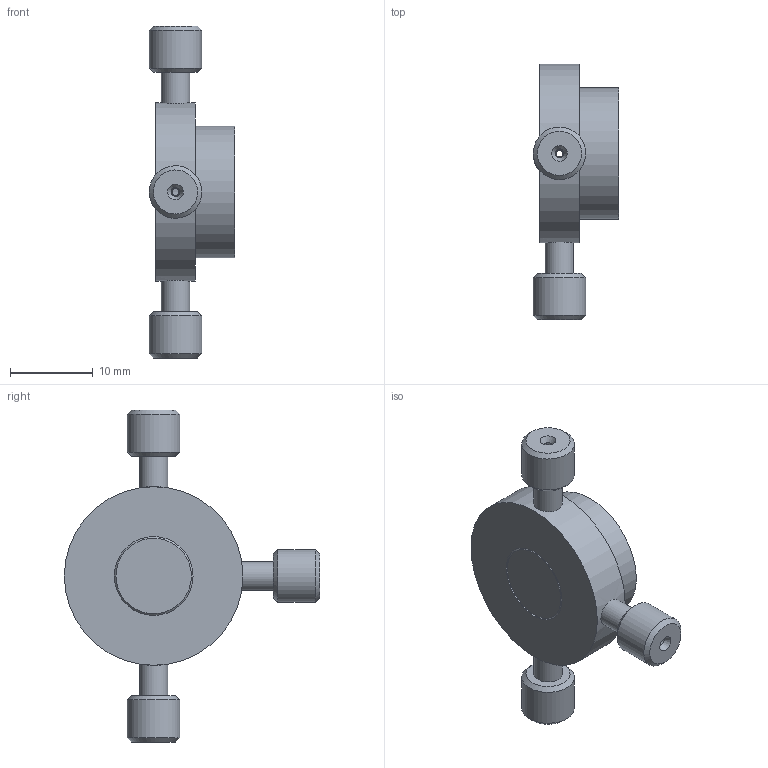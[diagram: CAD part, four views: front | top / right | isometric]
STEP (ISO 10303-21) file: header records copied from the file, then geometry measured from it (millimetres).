
FILE_DESCRIPTION((''),'2;1');
FILE_NAME('305097-C-NTFPK Nanovolume tee connector.stp','2013-08-20T11:55:02',('Franzp'),(''),'Autodesk Inventor 2013','Autodesk Inventor 2013','');
FILE_SCHEMA(('AUTOMOTIVE_DESIGN { 1 0 10303 214 1 1 1 1 }'));
Length unit declared in the file: millimetre
Products named in the file (1): 305097_Shrinkwrap_1
Bounding box: 10.34 x 30.86 x 40.12 mm (x, y, z)
Surface area: 2244.3 mm2 (no closed solid volume)
Topology: 0 solids, 6 shells, 38 faces, 85 edges, 57 vertices
Faces by surface type: cone 14, cylinder 13, plane 11
Full cylindrical faces by diameter (mm): 1.07 x3, 3.302 x1, 3.429 x3, 6.35 x3, 9.525 x1, 15.875 x1, 21.59 x1
Entity records: 1260 total; most frequent: CARTESIAN_POINT 450, DIRECTION 156, ORIENTED_EDGE 83, EDGE_LOOP 80, AXIS2_PLACEMENT_3D 78, VERTEX_POINT 51, EDGE_CURVE 51, FACE_BOUND 42
